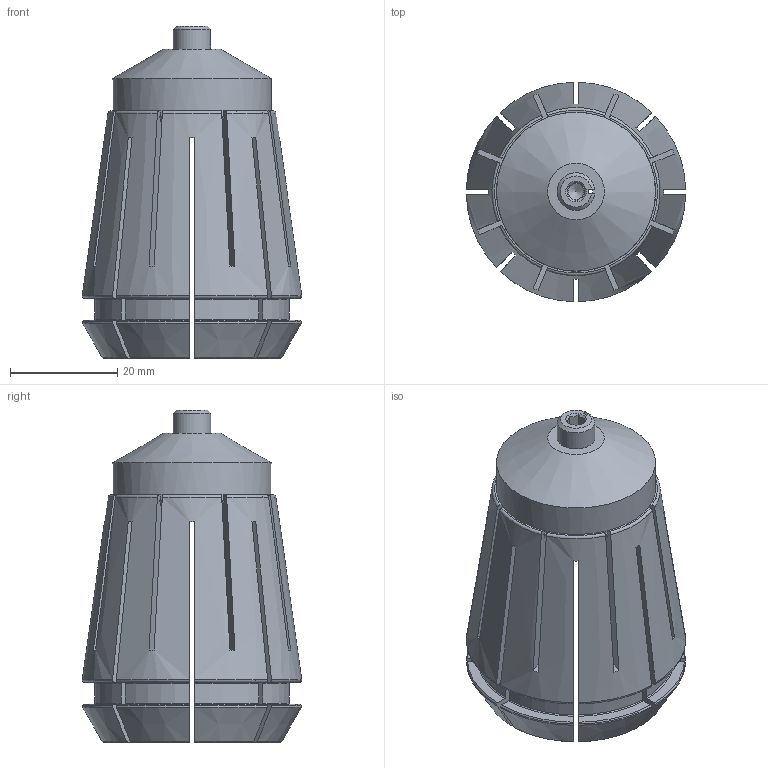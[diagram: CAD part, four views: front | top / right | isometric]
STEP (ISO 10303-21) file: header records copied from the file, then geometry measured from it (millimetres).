
FILE_DESCRIPTION(/* description */ (''),/* implementation_level */ '2;1');
FILE_NAME(/* name */ '134025404.stp',/* time_stamp */ '2021-03-03T08:56:57',/* author */ ('LRA'),/* organization */ ('REGO-FIX'),/* preprocessor_version */ ' Unknown',/* originating_system */ 'SIEMENS PLM Software Solid Edge ST10',/* authorization */ 'Unknown');
FILE_SCHEMA (('AUTOMOTIVE_DESIGN { 1 0 10303 214 2 1 1}'));
Length unit declared in the file: millimetre
Products named in the file (1): NOCUT
Bounding box: 40.85 x 40.85 x 61.8 mm (x, y, z)
Volume: 24118.5 mm3; surface area: 17512.6 mm2
Topology: 1 solids, 1 shells, 292 faces, 889 edges, 584 vertices
Faces by surface type: plane 148, torus 56, cylinder 48, cone 40
Full cylindrical faces by diameter (mm): 3 x1, 4.4 x1, 25.4 x1, 26.2 x1, 29.6 x1
Entity records: 12220 total; most frequent: CARTESIAN_POINT 2330, ORIENTED_EDGE 1738, DIRECTION 1578, EDGE_CURVE 869, AXIS2_PLACEMENT_3D 595, VERTEX_POINT 577, LINE 388, VECTOR 388
